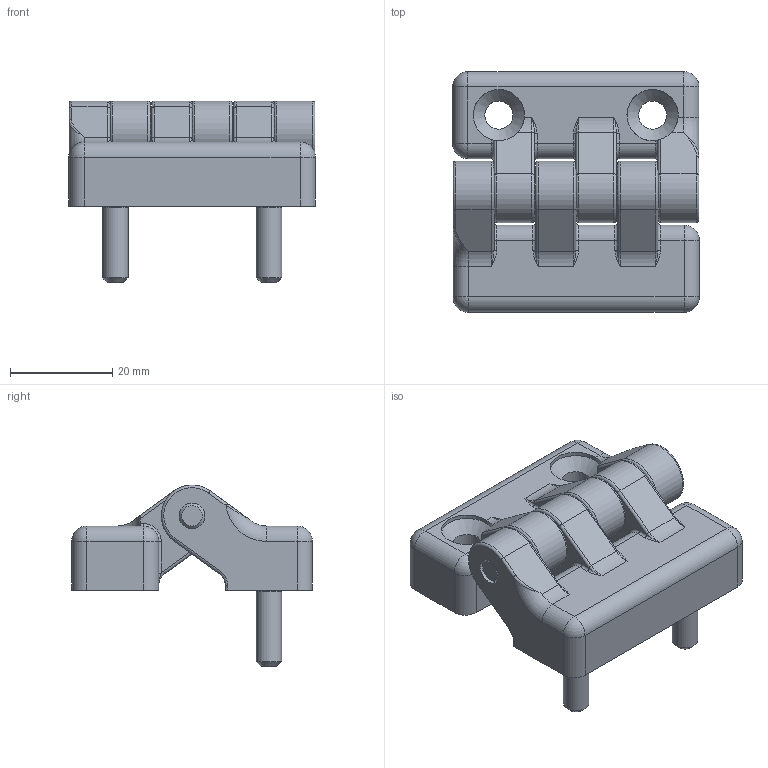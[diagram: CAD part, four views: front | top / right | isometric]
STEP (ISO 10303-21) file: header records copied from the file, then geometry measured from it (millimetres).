
FILE_DESCRIPTION( ( 'Unknown' ), '1' );
FILE_NAME( '6388320_C48_AC.stp', 'Unknown', ( 'Unknown' ), ( 'Unknown' ), 'PSStep 14.0', 'Unknown', ' ' );
FILE_SCHEMA( ( 'AUTOMOTIVE_DESIGN { 1 0 10303 214 1 1 1 1 }' ) );
Length unit declared in the file: millimetre
Products named in the file (1): 8900309
Bounding box: 48.2 x 47 x 35.48 mm (x, y, z)
Volume: 24584.4 mm3; surface area: 11871.1 mm2
Topology: 1 solids, 3 shells, 296 faces, 751 edges, 437 vertices
Faces by surface type: cylinder 130, plane 82, torus 50, bspline 20, cone 8, sphere 6
Full cylindrical faces by diameter (mm): 5 x8, 5.5 x2, 10 x2
Entity records: 13742 total; most frequent: CARTESIAN_POINT 4487, DIRECTION 1520, ORIENTED_EDGE 1374, EDGE_CURVE 687, AXIS2_PLACEMENT_3D 602, VERTEX_POINT 425, EDGE_LOOP 340, CIRCLE 323
